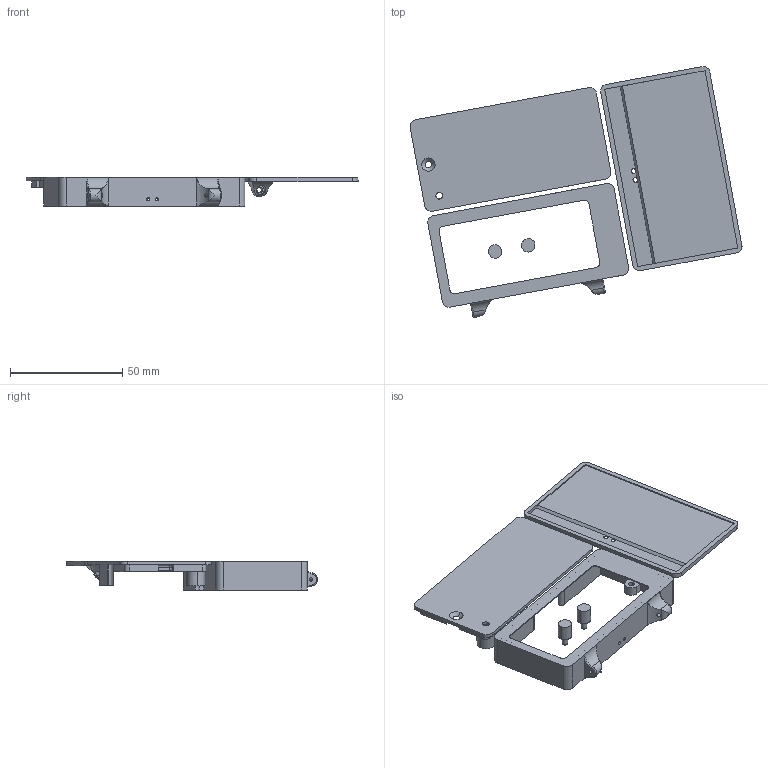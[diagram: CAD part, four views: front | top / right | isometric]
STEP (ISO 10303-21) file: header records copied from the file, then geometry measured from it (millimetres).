
FILE_DESCRIPTION(('CATIA V5 STEP Exchange'),'2;1');
FILE_NAME('Printable Smart-Plant.stp','2023-01-27T13:51:23+00:00',('none'),('none'),'CATIA Version 5 Release 20 GA (IN-10)','CATIA V5 STEP AP203','none');
FILE_SCHEMA(('CONFIG_CONTROL_DESIGN'));
Length unit declared in the file: millimetre
Products named in the file (2): Smart-Plant; Smart Plant Enclosure Solar Panel
Assembly tree (8 placements, depth 3):
  Smart-Plant
    #58
    #2241
    #4453  x2
    Smart Plant Enclosure Solar Panel
      #4795
      #5472  x2
Bounding box: 148.12 x 111.93 x 12.98 mm (x, y, z)
Volume: 20075.1 mm3; surface area: 28536.7 mm2
Topology: 7 solids, 7 shells, 217 faces, 561 edges, 358 vertices
Faces by surface type: cylinder 93, plane 90, torus 26, cone 5, sphere 3
Entity records: 6018 total; most frequent: CARTESIAN_POINT 1337, ORIENTED_EDGE 992, DIRECTION 811, EDGE_CURVE 496, AXIS2_PLACEMENT_3D 350, VERTEX_POINT 319, VECTOR 284, LINE 284
